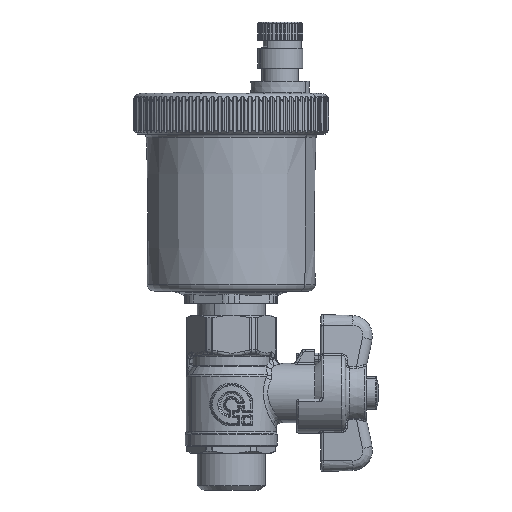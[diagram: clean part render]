
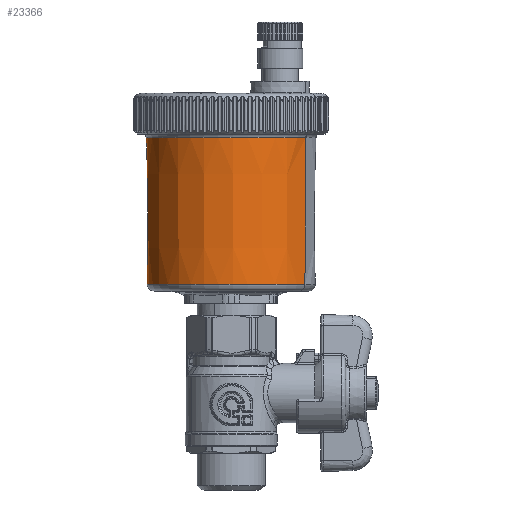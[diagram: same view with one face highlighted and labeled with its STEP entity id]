
A CAD part, left-side view. The second image highlights one B-rep face of the part: STEP entity #23366.
In plain terms, the highlighted conical face has half-angle 0.3 degrees and reference radius 20.589 mm.
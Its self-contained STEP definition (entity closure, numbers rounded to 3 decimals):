
#23297=CARTESIAN_POINT('Vertex',(-9.875,-18.077,-36.209)) ;
#23300=CARTESIAN_POINT('Axis2P3D Location',(0.,0.,-36.209)) ;
#23304=CARTESIAN_POINT('Vertex',(9.875,18.077,-36.209)) ;
#23336=CARTESIAN_POINT('Axis2P3D Location',(0.,0.,-37.9)) ;
#23341=CARTESIAN_POINT('Line Origine',(-9.919,-18.156,-18.935)) ;
#23345=CARTESIAN_POINT('Vertex',(-9.965,-18.241,-0.38)) ;
#23348=CARTESIAN_POINT('Axis2P3D Location',(0.,0.,-0.38)) ;
#23352=CARTESIAN_POINT('Vertex',(9.965,18.241,-0.38)) ;
#23355=CARTESIAN_POINT('Line Origine',(9.919,18.156,-18.935)) ;
#23301=DIRECTION('Axis2P3D Direction',(0.,0.,-1.)) ;
#23337=DIRECTION('Axis2P3D Direction',(0.,0.,1.)) ;
#23338=DIRECTION('Axis2P3D XDirection',(-0.479,-0.878,0.)) ;
#23342=DIRECTION('Vector Direction',(-0.003,-0.005,1.)) ;
#23349=DIRECTION('Axis2P3D Direction',(0.,0.,1.)) ;
#23356=DIRECTION('Vector Direction',(0.003,0.005,1.)) ;
#23302=AXIS2_PLACEMENT_3D('Circle Axis2P3D',#23300,#23301,$) ;
#23339=AXIS2_PLACEMENT_3D('Cone Axis2P3D',#23336,#23337,#23338) ;
#23350=AXIS2_PLACEMENT_3D('Circle Axis2P3D',#23348,#23349,$) ;
#23361=ORIENTED_EDGE('',*,*,#23347,.F.) ;
#23362=ORIENTED_EDGE('',*,*,#23354,.F.) ;
#23363=ORIENTED_EDGE('',*,*,#23359,.T.) ;
#23364=ORIENTED_EDGE('',*,*,#23306,.F.) ;
#23343=VECTOR('Line Direction',#23342,1.) ;
#23357=VECTOR('Line Direction',#23356,1.) ;
#23366=ADVANCED_FACE('PartBody',(#23365),#23340,.T.) ;
#23303=CIRCLE('generated circle',#23302,20.598) ;
#23351=CIRCLE('generated circle',#23350,20.786) ;
#23340=CONICAL_SURFACE('Cone',#23339,20.589,0.005) ;
#23306=EDGE_CURVE('',#23298,#23305,#23303,.T.) ;
#23347=EDGE_CURVE('',#23346,#23298,#23344,.F.) ;
#23354=EDGE_CURVE('',#23353,#23346,#23351,.T.) ;
#23359=EDGE_CURVE('',#23353,#23305,#23358,.F.) ;
#23360=EDGE_LOOP('',(#23361,#23362,#23363,#23364)) ;
#23365=FACE_OUTER_BOUND('',#23360,.T.) ;
#23344=LINE('Line',#23341,#23343) ;
#23358=LINE('Line',#23355,#23357) ;
#23298=VERTEX_POINT('',#23297) ;
#23305=VERTEX_POINT('',#23304) ;
#23346=VERTEX_POINT('',#23345) ;
#23353=VERTEX_POINT('',#23352) ;
